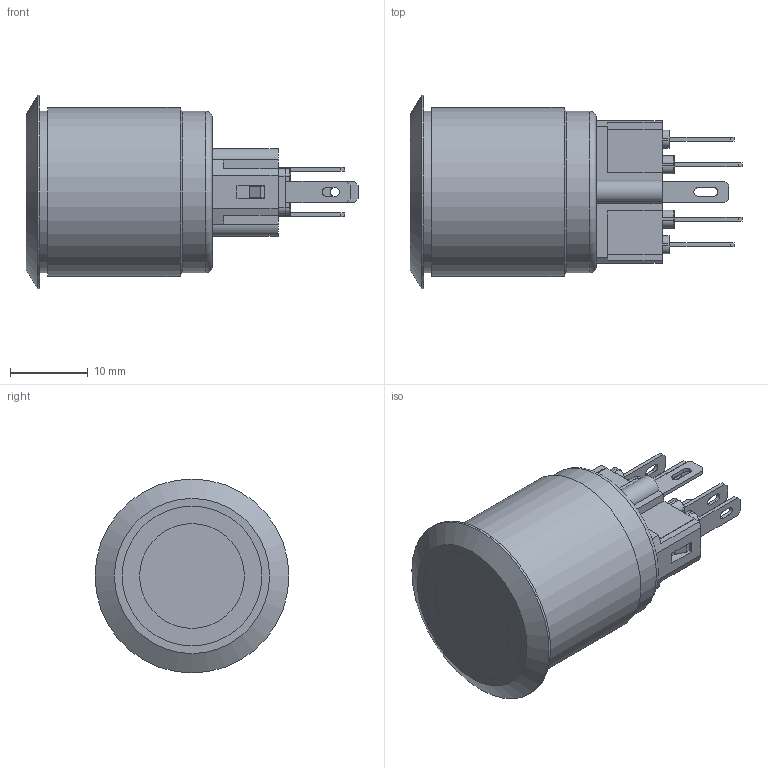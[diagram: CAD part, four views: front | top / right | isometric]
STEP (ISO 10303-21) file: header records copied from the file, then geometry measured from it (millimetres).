
FILE_DESCRIPTION((''),'2;1');
FILE_NAME('PV7F2T0xx-3xx.stp','2018-02-22T09:38:43',('mwilliams'),(''),'Autodesk Inventor 2012','Autodesk Inventor 2012','');
FILE_SCHEMA(('AUTOMOTIVE_DESIGN { 1 0 10303 214 1 1 1 1 }'));
Length unit declared in the file: millimetre
Products named in the file (1): PV7F2T0xx-3xx
Bounding box: 42.8 x 25 x 25 mm (x, y, z)
Volume: 10029.3 mm3; surface area: 3839.5 mm2
Topology: 1 solids, 2 shells, 260 faces, 671 edges, 420 vertices
Faces by surface type: plane 185, cylinder 56, torus 17, cone 2
Full cylindrical faces by diameter (mm): 1.85 x1, 18.9 x1, 20.8 x2, 21.8 x1, 25 x1
Entity records: 8060 total; most frequent: CARTESIAN_POINT 1339, DIRECTION 1328, ORIENTED_EDGE 1320, EDGE_CURVE 660, VECTOR 514, LINE 514, VERTEX_POINT 418, AXIS2_PLACEMENT_3D 407
